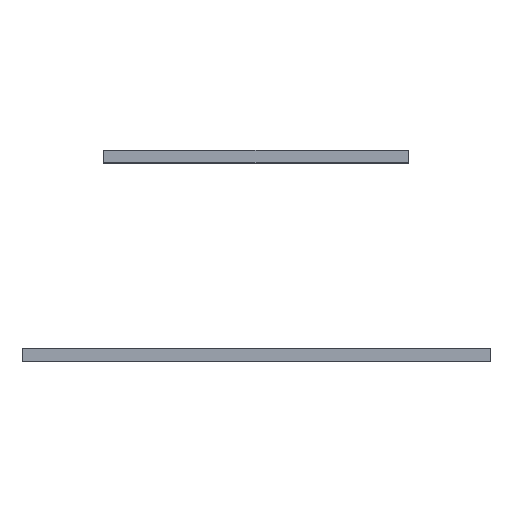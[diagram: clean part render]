
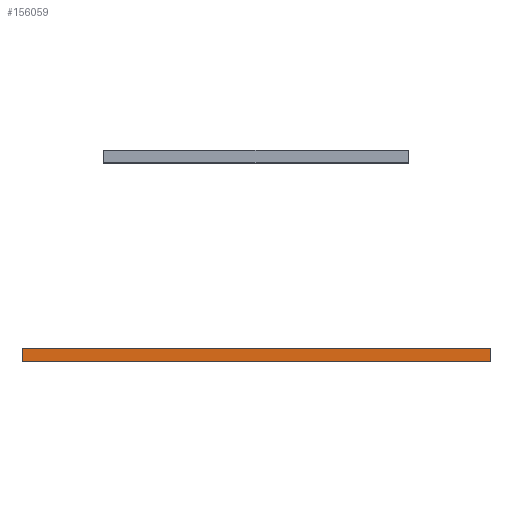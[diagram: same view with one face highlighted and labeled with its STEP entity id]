
A CAD part, left-side view. The second image highlights one B-rep face of the part: STEP entity #156059.
In plain terms, the highlighted planar face has unit normal (-1, 0, 0).
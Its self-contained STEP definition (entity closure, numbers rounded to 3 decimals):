
#15556=FACE_OUTER_BOUND('',#24840,.T.);
#24840=EDGE_LOOP('',(#103025,#103026,#103027,#103028));
#34212=LINE('',#224555,#46335);
#34215=LINE('',#224568,#46338);
#34248=LINE('',#224663,#46371);
#34250=LINE('',#224667,#46373);
#46335=VECTOR('',#181082,10.);
#46338=VECTOR('',#181093,10.);
#46371=VECTOR('',#181188,10.);
#46373=VECTOR('',#181194,10.);
#62075=VERTEX_POINT('',#224552);
#62076=VERTEX_POINT('',#224554);
#62081=VERTEX_POINT('',#224565);
#62082=VERTEX_POINT('',#224567);
#77861=EDGE_CURVE('',#62075,#62076,#34212,.T.);
#77867=EDGE_CURVE('',#62081,#62082,#34215,.T.);
#77916=EDGE_CURVE('',#62076,#62081,#34248,.T.);
#77918=EDGE_CURVE('',#62082,#62075,#34250,.T.);
#103025=ORIENTED_EDGE('',*,*,#77918,.F.);
#103026=ORIENTED_EDGE('',*,*,#77867,.F.);
#103027=ORIENTED_EDGE('',*,*,#77916,.F.);
#103028=ORIENTED_EDGE('',*,*,#77861,.F.);
#152824=PLANE('',#165433);
#156059=ADVANCED_FACE('',(#15556),#152824,.T.);
#165433=AXIS2_PLACEMENT_3D('',#224701,#181244,#181245);
#181082=DIRECTION('',(0.,0.,1.));
#181093=DIRECTION('',(0.,0.,-1.));
#181188=DIRECTION('',(0.,-1.,0.));
#181194=DIRECTION('',(0.,1.,0.));
#181244=DIRECTION('center_axis',(-1.,0.,0.));
#181245=DIRECTION('ref_axis',(0.,0.,
1.));
#224552=CARTESIAN_POINT('',(-88.,621.75,-18.15));
#224554=CARTESIAN_POINT('',(-88.,621.75,18.15));
#224555=CARTESIAN_POINT('',(-88.,621.75,18.15));
#224565=CARTESIAN_POINT('',(-88.,-621.75,18.15));
#224567=CARTESIAN_POINT('',(-88.,-621.75,-18.15));
#224568=CARTESIAN_POINT('',(-88.,-621.75,18.15));
#224663=CARTESIAN_POINT('',(-88.,0.,18.15));
#224667=CARTESIAN_POINT('',(-88.,0.,-18.15));
#224701=CARTESIAN_POINT('Origin',(-88.,0.,
-18.25));
